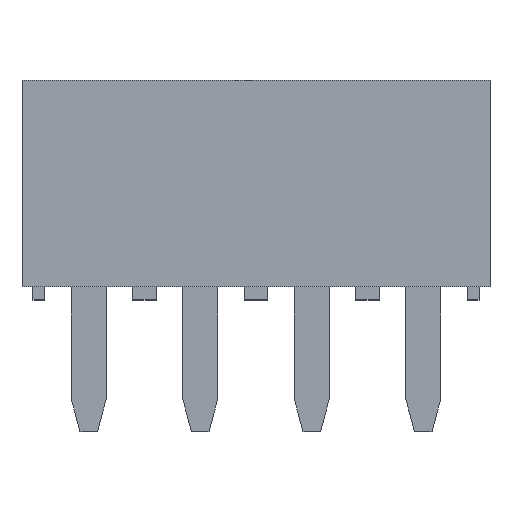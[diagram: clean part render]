
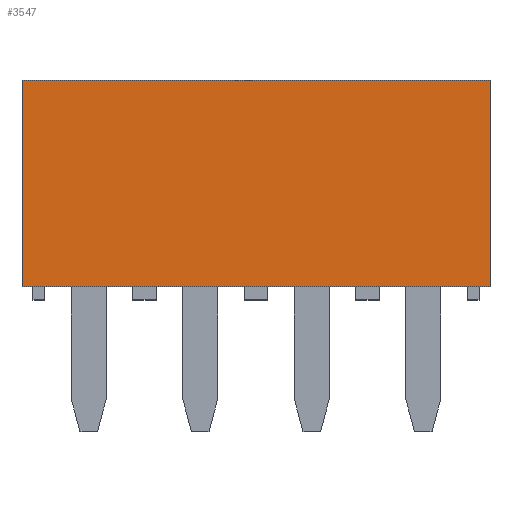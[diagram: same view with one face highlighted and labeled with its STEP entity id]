
A CAD part, top view. The second image highlights one B-rep face of the part: STEP entity #3547.
In plain terms, the highlighted planar face has unit normal (0, 0, 1).
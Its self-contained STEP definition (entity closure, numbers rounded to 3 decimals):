
#31=DIRECTION('',(0.,-1.,0.));
#32=VECTOR('',#31,4.7);
#33=CARTESIAN_POINT('',(-5.33,5.,1.25));
#34=LINE('',#33,#32);
#584=DIRECTION('',(1.,0.,0.));
#585=VECTOR('',#584,10.66);
#586=CARTESIAN_POINT('',(-5.33,0.3,1.25));
#587=LINE('',#586,#585);
#591=DIRECTION('',(1.,0.,0.));
#592=VECTOR('',#591,10.66);
#593=CARTESIAN_POINT('',(-5.33,5.,1.25));
#594=LINE('',#593,#592);
#724=DIRECTION('',(0.,-1.,0.));
#725=VECTOR('',#724,4.7);
#726=CARTESIAN_POINT('',(5.33,5.,1.25));
#727=LINE('',#726,#725);
#2594=CARTESIAN_POINT('',(-5.33,5.,1.25));
#2596=VERTEX_POINT('',#2594);
#2598=CARTESIAN_POINT('',(5.33,5.,1.25));
#2600=VERTEX_POINT('',#2598);
#2793=CARTESIAN_POINT('',(-5.33,0.3,1.25));
#2794=CARTESIAN_POINT('',(5.33,0.3,1.25));
#2795=VERTEX_POINT('',#2793);
#2796=VERTEX_POINT('',#2794);
#3534=CARTESIAN_POINT('',(-5.33,5.,1.25));
#3535=DIRECTION('',(0.,0.,1.));
#3536=DIRECTION('',(0.,-1.,0.));
#3537=AXIS2_PLACEMENT_3D('',#3534,#3535,#3536);
#3538=PLANE('',#3537);
#3539=ORIENTED_EDGE('',*,*,#3095,.F.);
#3540=ORIENTED_EDGE('',*,*,#3084,.F.);
#3542=ORIENTED_EDGE('',*,*,#3541,.T.);
#3544=ORIENTED_EDGE('',*,*,#3543,.T.);
#3545=EDGE_LOOP('',(#3539,#3540,#3542,#3544));
#3546=FACE_OUTER_BOUND('',#3545,.F.);
#3547=ADVANCED_FACE('',(#3546),#3538,.T.);
#3084=EDGE_CURVE('',#2596,#2795,#34,.T.);
#3095=EDGE_CURVE('',#2795,#2796,#587,.T.);
#3541=EDGE_CURVE('',#2596,#2600,#594,.T.);
#3543=EDGE_CURVE('',#2600,#2796,#727,.T.);
